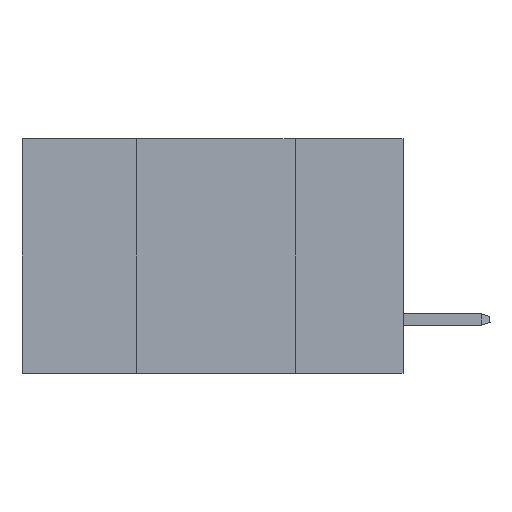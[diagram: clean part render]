
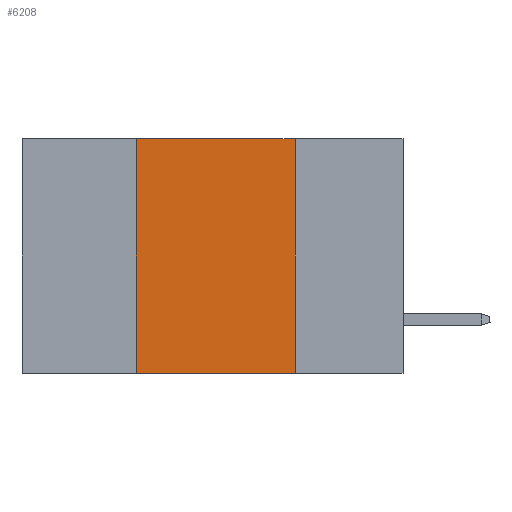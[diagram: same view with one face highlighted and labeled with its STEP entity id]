
A CAD part, left-side view. The second image highlights one B-rep face of the part: STEP entity #6208.
In plain terms, the highlighted planar face has unit normal (-1, 0, 0).
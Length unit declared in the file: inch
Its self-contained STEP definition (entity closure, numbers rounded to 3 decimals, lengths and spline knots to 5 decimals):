
#1124 = VECTOR ( 'NONE', #22414, 39.37008 ) ;
#2318 = EDGE_CURVE ( 'NONE', #12608, #22073, #18890, .T. ) ;
#2668 = CARTESIAN_POINT ( 'NONE',  ( 0., 0.17, 0. ) ) ;
#2866 = VECTOR ( 'NONE', #13361, 39.37008 ) ;
#3329 = DIRECTION ( 'NONE',  ( 1., 0., 0. ) ) ;
#3476 = CARTESIAN_POINT ( 'NONE',  ( 0., 0.42, 0. ) ) ;
#4095 = VECTOR ( 'NONE', #5394, 39.37008 ) ;
#5073 = DIRECTION ( 'NONE',  ( 0., -1., 0. ) ) ;
#5394 = DIRECTION ( 'NONE',  ( 0., 0., 1. ) ) ;
#5736 = CARTESIAN_POINT ( 'NONE',  ( 0., 0.6, 0. ) ) ;
#5793 = EDGE_CURVE ( 'NONE', #21801, #14960, #22086, .T. ) ;
#6208 = ADVANCED_FACE ( 'NONE', ( #9209 ), #10659, .F. ) ;
#6397 = CARTESIAN_POINT ( 'NONE',  ( 0., 0.42, -0.37 ) ) ;
#7602 = EDGE_CURVE ( 'NONE', #14960, #12608, #13059, .T. ) ;
#8553 = ORIENTED_EDGE ( 'NONE', *, *, #15424, .T. ) ;
#9209 = FACE_OUTER_BOUND ( 'NONE', #12188, .T. ) ;
#9900 = ORIENTED_EDGE ( 'NONE', *, *, #7602, .F. ) ;
#10659 = PLANE ( 'NONE',  #14851 ) ;
#12188 = EDGE_LOOP ( 'NONE', ( #21056, #9900, #23134, #8553 ) ) ;
#12608 = VERTEX_POINT ( 'NONE', #13015 ) ;
#13015 = CARTESIAN_POINT ( 'NONE',  ( 0., 0.17, 0. ) ) ;
#13059 = LINE ( 'NONE', #5736, #1124 ) ;
#13361 = DIRECTION ( 'NONE',  ( 0., 0., -1. ) ) ;
#14851 = AXIS2_PLACEMENT_3D ( 'NONE', #16195, #3329, #18358 ) ;
#14960 = VERTEX_POINT ( 'NONE', #16168 ) ;
#14997 = VECTOR ( 'NONE', #5073, 39.37008 ) ;
#15424 = EDGE_CURVE ( 'NONE', #21801, #22073, #19978, .T. ) ;
#16168 = CARTESIAN_POINT ( 'NONE',  ( 0., 0.42, 0. ) ) ;
#16195 = CARTESIAN_POINT ( 'NONE',  ( 0., 0.6, 0. ) ) ;
#17808 = CARTESIAN_POINT ( 'NONE',  ( 0., 0.6, -0.37 ) ) ;
#18358 = DIRECTION ( 'NONE',  ( 0., 0., -1. ) ) ;
#18764 = CARTESIAN_POINT ( 'NONE',  ( 0., 0.17, -0.37 ) ) ;
#18890 = LINE ( 'NONE', #2668, #2866 ) ;
#19978 = LINE ( 'NONE', #17808, #14997 ) ;
#21056 = ORIENTED_EDGE ( 'NONE', *, *, #2318, .F. ) ;
#21801 = VERTEX_POINT ( 'NONE', #6397 ) ;
#22073 = VERTEX_POINT ( 'NONE', #18764 ) ;
#22086 = LINE ( 'NONE', #3476, #4095 ) ;
#22414 = DIRECTION ( 'NONE',  ( 0., -1., 0. ) ) ;
#23134 = ORIENTED_EDGE ( 'NONE', *, *, #5793, .F. ) ;
